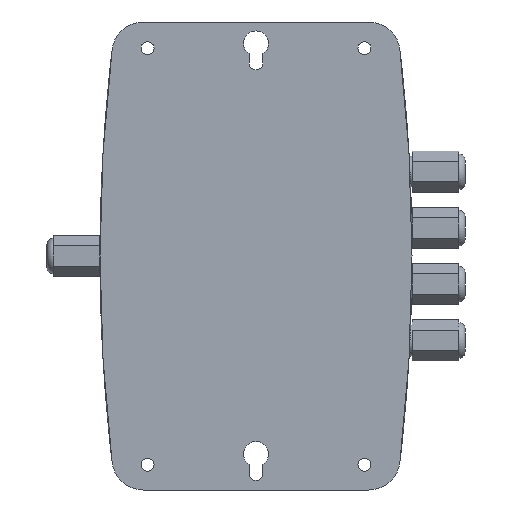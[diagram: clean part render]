
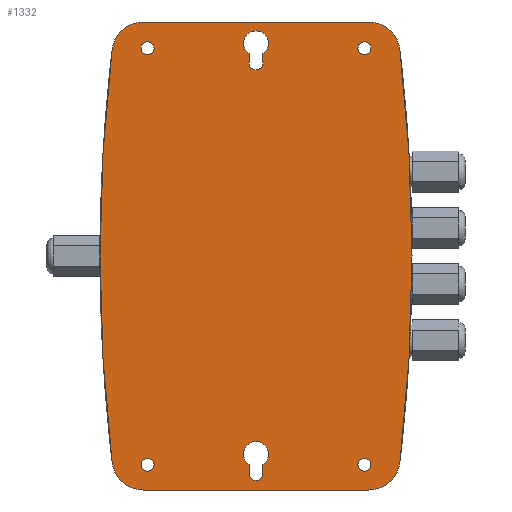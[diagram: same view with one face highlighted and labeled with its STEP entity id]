
A CAD part, front view. The second image highlights one B-rep face of the part: STEP entity #1332.
In plain terms, the highlighted face is planar.
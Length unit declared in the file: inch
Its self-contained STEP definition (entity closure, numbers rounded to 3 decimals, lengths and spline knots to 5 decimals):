
#50=LINE('',#2251,#144);
#55=LINE('',#2265,#149);
#60=LINE('',#2283,#154);
#64=LINE('',#2294,#158);
#115=LINE('',#2555,#209);
#119=LINE('',#2566,#213);
#144=VECTOR('',#1620,0.14588);
#149=VECTOR('',#1633,0.14588);
#154=VECTOR('',#1652,0.14588);
#158=VECTOR('',#1664,0.14588);
#209=VECTOR('',#1855,3.61806);
#213=VECTOR('',#1869,3.61806);
#266=PLANE('',#1523);
#314=FACE_BOUND('',#480,.T.);
#315=FACE_BOUND('',#481,.T.);
#316=FACE_BOUND('',#482,.T.);
#317=FACE_BOUND('',#483,.T.);
#318=FACE_BOUND('',#484,.T.);
#319=FACE_BOUND('',#485,.T.);
#383=FACE_OUTER_BOUND('',#479,.T.);
#479=EDGE_LOOP('',(#1156,#1157,#1158,#1159,#1160,#1161,#1162,#1163));
#480=EDGE_LOOP('',(#1164));
#481=EDGE_LOOP('',(#1165));
#482=EDGE_LOOP('',(#1166,#1167,#1168,#1169));
#483=EDGE_LOOP('',(#1170,#1171,#1172,#1173));
#484=EDGE_LOOP('',(#1174));
#485=EDGE_LOOP('',(#1175));
#510=CIRCLE('',#1404,0.10371);
#512=CIRCLE('',#1407,0.10371);
#514=CIRCLE('',#1410,0.10371);
#516=CIRCLE('',#1413,0.10371);
#523=CIRCLE('',#1432,0.11175);
#525=CIRCLE('',#1436,0.2);
#527=CIRCLE('',#1439,0.2);
#529=CIRCLE('',#1443,0.11175);
#539=CIRCLE('',#1469,28.25);
#558=CIRCLE('',#1502,28.25);
#565=CIRCLE('',#1514,0.5);
#566=CIRCLE('',#1517,0.5);
#567=CIRCLE('',#1519,0.5);
#568=CIRCLE('',#1522,0.5);
#580=VERTEX_POINT('',#1975);
#582=VERTEX_POINT('',#1980);
#584=VERTEX_POINT('',#1985);
#586=VERTEX_POINT('',#1990);
#599=VERTEX_POINT('',#2249);
#600=VERTEX_POINT('',#2250);
#603=VERTEX_POINT('',#2258);
#605=VERTEX_POINT('',#2264);
#607=VERTEX_POINT('',#2273);
#608=VERTEX_POINT('',#2274);
#611=VERTEX_POINT('',#2282);
#613=VERTEX_POINT('',#2288);
#638=VERTEX_POINT('',#2429);
#639=VERTEX_POINT('',#2431);
#672=VERTEX_POINT('',#2526);
#673=VERTEX_POINT('',#2528);
#679=VERTEX_POINT('',#2550);
#680=VERTEX_POINT('',#2554);
#681=VERTEX_POINT('',#2560);
#682=VERTEX_POINT('',#2564);
#706=EDGE_CURVE('',#580,#580,#510,.T.);
#708=EDGE_CURVE('',#582,#582,#512,.T.);
#710=EDGE_CURVE('',#584,#584,#514,.T.);
#712=EDGE_CURVE('',#586,#586,#516,.T.);
#725=EDGE_CURVE('',#599,#600,#50,.T.);
#729=EDGE_CURVE('',#600,#603,#523,.T.);
#732=EDGE_CURVE('',#603,#605,#55,.T.);
#735=EDGE_CURVE('',#605,#599,#525,.T.);
#737=EDGE_CURVE('',#607,#608,#527,.T.);
#741=EDGE_CURVE('',#608,#611,#60,.T.);
#744=EDGE_CURVE('',#611,#613,#529,.T.);
#747=EDGE_CURVE('',#613,#607,#64,.T.);
#781=EDGE_CURVE('',#638,#639,#539,.T.);
#830=EDGE_CURVE('',#672,#673,#558,.T.);
#841=EDGE_CURVE('',#673,#679,#565,.T.);
#843=EDGE_CURVE('',#679,#680,#115,.T.);
#845=EDGE_CURVE('',#680,#638,#566,.T.);
#846=EDGE_CURVE('',#681,#672,#567,.T.);
#849=EDGE_CURVE('',#682,#681,#119,.T.);
#850=EDGE_CURVE('',#639,#682,#568,.T.);
#1156=ORIENTED_EDGE('',*,*,#841,.F.);
#1157=ORIENTED_EDGE('',*,*,#830,.F.);
#1158=ORIENTED_EDGE('',*,*,#846,.F.);
#1159=ORIENTED_EDGE('',*,*,#849,.F.);
#1160=ORIENTED_EDGE('',*,*,#850,.F.);
#1161=ORIENTED_EDGE('',*,*,#781,.F.);
#1162=ORIENTED_EDGE('',*,*,#845,.F.);
#1163=ORIENTED_EDGE('',*,*,#843,.F.);
#1164=ORIENTED_EDGE('',*,*,#712,.T.);
#1165=ORIENTED_EDGE('',*,*,#710,.T.);
#1166=ORIENTED_EDGE('',*,*,#732,.T.);
#1167=ORIENTED_EDGE('',*,*,#735,.T.);
#1168=ORIENTED_EDGE('',*,*,#725,.T.);
#1169=ORIENTED_EDGE('',*,*,#729,.T.);
#1170=ORIENTED_EDGE('',*,*,#744,.T.);
#1171=ORIENTED_EDGE('',*,*,#747,.T.);
#1172=ORIENTED_EDGE('',*,*,#737,.T.);
#1173=ORIENTED_EDGE('',*,*,#741,.T.);
#1174=ORIENTED_EDGE('',*,*,#708,.T.);
#1175=ORIENTED_EDGE('',*,*,#706,.T.);
#1332=ADVANCED_FACE('',(#383,#314,#315,#316,#317,#318,#319),#266,.T.);
#1404=AXIS2_PLACEMENT_3D('',#1976,#1566,#1567);
#1407=AXIS2_PLACEMENT_3D('',#1981,#1572,#1573);
#1410=AXIS2_PLACEMENT_3D('',#1986,#1578,#1579);
#1413=AXIS2_PLACEMENT_3D('',#1991,#1584,#1585);
#1432=AXIS2_PLACEMENT_3D('',#2259,#1626,#1627);
#1436=AXIS2_PLACEMENT_3D('',#2270,#1638,#1639);
#1439=AXIS2_PLACEMENT_3D('',#2275,#1644,#1645);
#1443=AXIS2_PLACEMENT_3D('',#2289,#1657,#1658);
#1469=AXIS2_PLACEMENT_3D('',#2432,#1726,#1727);
#1502=AXIS2_PLACEMENT_3D('',#2529,#1822,#1823);
#1514=AXIS2_PLACEMENT_3D('',#2551,#1850,#1851);
#1517=AXIS2_PLACEMENT_3D('',#2558,#1859,#1860);
#1519=AXIS2_PLACEMENT_3D('',#2561,#1863,#1864);
#1522=AXIS2_PLACEMENT_3D('',#2568,#1872,#1873);
#1523=AXIS2_PLACEMENT_3D('',#2569,#1874,#1875);
#1566=DIRECTION('center_axis',(0.,0.,-1.));
#1567=DIRECTION('ref_axis',(1.,0.,0.));
#1572=DIRECTION('center_axis',(0.,0.,-1.));
#1573=DIRECTION('ref_axis',(1.,0.,0.));
#1578=DIRECTION('center_axis',(0.,0.,-1.));
#1579=DIRECTION('ref_axis',(1.,0.,0.));
#1584=DIRECTION('center_axis',(0.,0.,-1.));
#1585=DIRECTION('ref_axis',(1.,0.,0.));
#1620=DIRECTION('',(0.,-1.,0.));
#1626=DIRECTION('center_axis',(0.,0.,-1.));
#1627=DIRECTION('ref_axis',(1.,0.,0.));
#1633=DIRECTION('',(0.,1.,0.));
#1638=DIRECTION('center_axis',(0.,0.,-1.));
#1639=DIRECTION('ref_axis',(1.,0.,0.));
#1644=DIRECTION('center_axis',(0.,0.,-1.));
#1645=DIRECTION('ref_axis',(1.,0.,0.));
#1652=DIRECTION('',(0.,-1.,0.));
#1657=DIRECTION('center_axis',(0.,0.,-1.));
#1658=DIRECTION('ref_axis',(1.,0.,0.));
#1664=DIRECTION('',(0.,1.,0.));
#1726=DIRECTION('center_axis',(0.,0.,-1.));
#1727=DIRECTION('ref_axis',(1.,0.,0.));
#1822=DIRECTION('center_axis',(0.,0.,-1.));
#1823=DIRECTION('ref_axis',(1.,0.,0.));
#1850=DIRECTION('center_axis',(0.,0.,-1.));
#1851=DIRECTION('ref_axis',(0.664,-0.747,0.));
#1855=DIRECTION('',(-1.,0.,0.));
#1859=DIRECTION('center_axis',(0.,0.,-1.));
#1860=DIRECTION('ref_axis',(-0.664,-0.747,0.));
#1863=DIRECTION('center_axis',(0.,0.,-1.));
#1864=DIRECTION('ref_axis',(0.664,0.747,0.));
#1869=DIRECTION('',(1.,0.,0.));
#1872=DIRECTION('center_axis',(0.,0.,-1.));
#1873=DIRECTION('ref_axis',(-0.664,0.747,0.));
#1874=DIRECTION('center_axis',(0.,0.,1.));
#1875=DIRECTION('ref_axis',(1.,0.,0.));
#1975=CARTESIAN_POINT('',(-1.84106,-3.34375,0.0625));
#1976=CARTESIAN_POINT('Origin',(-1.73735,-3.34375,0.0625));
#1980=CARTESIAN_POINT('',(1.63363,3.33025,0.0625));
#1981=CARTESIAN_POINT('Origin',(1.73735,3.33025,0.0625));
#1985=CARTESIAN_POINT('',(-1.84106,3.33025,0.0625));
#1986=CARTESIAN_POINT('Origin',(-1.73735,3.33025,0.0625));
#1990=CARTESIAN_POINT('',(1.63363,-3.34375,0.0625));
#1991=CARTESIAN_POINT('Origin',(1.73735,-3.34375,0.0625));
#2249=CARTESIAN_POINT('',(0.11175,3.24108,0.0625));
#2250=CARTESIAN_POINT('',(0.11175,3.0952,0.0625));
#2251=CARTESIAN_POINT('',(0.11175,3.24108,0.0625));
#2258=CARTESIAN_POINT('',(-0.11175,3.0952,0.0625));
#2259=CARTESIAN_POINT('Origin',(0.,3.0952,0.0625));
#2264=CARTESIAN_POINT('',(-0.11175,3.24108,0.0625));
#2265=CARTESIAN_POINT('',(-0.11175,3.0952,0.0625));
#2270=CARTESIAN_POINT('Origin',(0.,3.40695,0.0625));
#2273=CARTESIAN_POINT('',(-0.11175,-3.33931,0.0625));
#2274=CARTESIAN_POINT('',(0.11175,-3.33931,0.0625));
#2275=CARTESIAN_POINT('Origin',(0.,-3.17344,0.0625));
#2282=CARTESIAN_POINT('',(0.11175,-3.48519,0.0625));
#2283=CARTESIAN_POINT('',(0.11175,-3.33931,0.0625));
#2288=CARTESIAN_POINT('',(-0.11175,-3.48519,0.0625));
#2289=CARTESIAN_POINT('Origin',(0.,-3.48519,0.0625));
#2294=CARTESIAN_POINT('',(-0.11175,-3.48519,0.0625));
#2429=CARTESIAN_POINT('',(-2.30559,-3.30856,0.0625));
#2431=CARTESIAN_POINT('',(-2.30559,3.30856,0.0625));
#2432=CARTESIAN_POINT('Origin',(25.75,0.,0.0625));
#2526=CARTESIAN_POINT('',(2.30559,3.30856,0.0625));
#2528=CARTESIAN_POINT('',(2.30559,-3.30856,0.0625));
#2529=CARTESIAN_POINT('Origin',(-25.75,0.,0.0625));
#2550=CARTESIAN_POINT('',(1.80903,-3.75,0.0625));
#2551=CARTESIAN_POINT('Origin',(1.80903,-3.25,0.0625));
#2554=CARTESIAN_POINT('',(-1.80903,-3.75,0.0625));
#2555=CARTESIAN_POINT('',(1.80903,-3.75,0.0625));
#2558=CARTESIAN_POINT('Origin',(-1.80903,-3.25,0.0625));
#2560=CARTESIAN_POINT('',(1.80903,3.75,0.0625));
#2561=CARTESIAN_POINT('Origin',(1.80903,3.25,0.0625));
#2564=CARTESIAN_POINT('',(-1.80903,3.75,0.0625));
#2566=CARTESIAN_POINT('',(-1.80903,3.75,0.0625));
#2568=CARTESIAN_POINT('Origin',(-1.80903,3.25,0.0625));
#2569=CARTESIAN_POINT('Origin',(0.,0.,0.0625));
